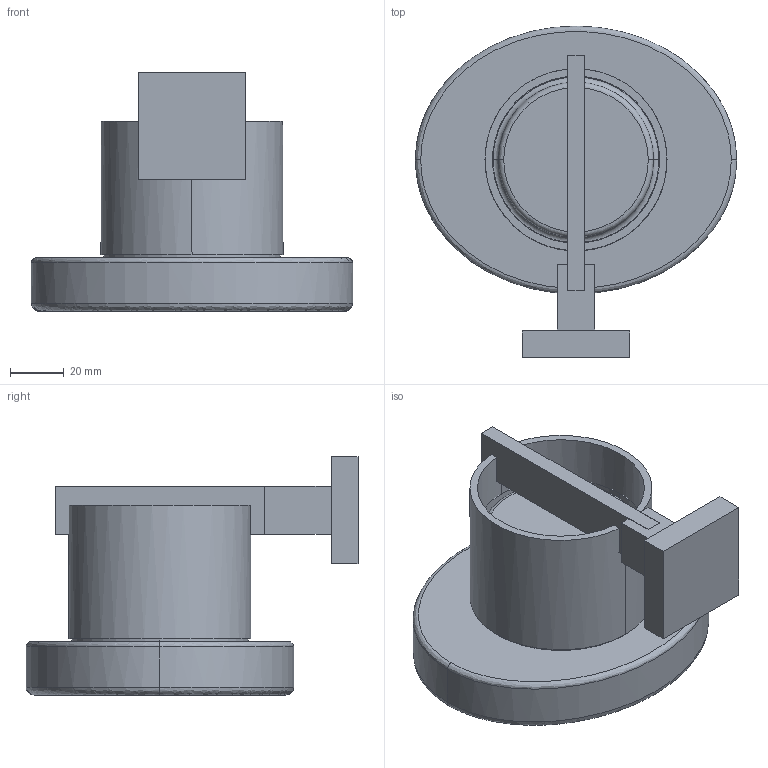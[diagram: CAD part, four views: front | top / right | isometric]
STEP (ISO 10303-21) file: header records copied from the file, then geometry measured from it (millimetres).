
FILE_DESCRIPTION((''),'2;1');
FILE_NAME('ASM0001_ASM','2020-12-09T15:08:53',('25393'),(''),'CREO PARAMETRIC BY PTC INC, 2018020','CREO PARAMETRIC BY PTC INC, 2018020','');
FILE_SCHEMA(('CONFIG_CONTROL_DESIGN'));
Length unit declared in the file: millimetre
Products named in the file (9): 7011003-012_AF0_1; 7011001-072_AF0_1; 7011010-072_AF0_1; 7011003-042_AF0_1; 7011003-041_AF0_ASM_1_ASM; BC-05_1; 5005011_1; 2010004_ASM_1_ASM; ASM0001_ASM
Assembly tree (8 placements, depth 4):
  ASM0001_ASM
    2010004_ASM_1_ASM
      7011003-012_AF0_1
      7011001-072_AF0_1
      7011010-072_AF0_1
      7011003-041_AF0_ASM_1_ASM
        7011003-042_AF0_1
      BC-05_1
      5005011_1
Bounding box: 120 x 124 x 89 mm (x, y, z)
Volume: 294813.6 mm3; surface area: 78451.8 mm2
Topology: 6 solids, 6 shells, 124 faces, 290 edges, 180 vertices
Faces by surface type: bspline 48, plane 44, cylinder 24, torus 6, extrusion 2
Entity records: 8438 total; most frequent: CARTESIAN_POINT 5735, ORIENTED_EDGE 580, DIRECTION 450, EDGE_CURVE 290, VERTEX_POINT 180, AXIS2_PLACEMENT_3D 176, EDGE_LOOP 130, FACE_OUTER_BOUND 124
